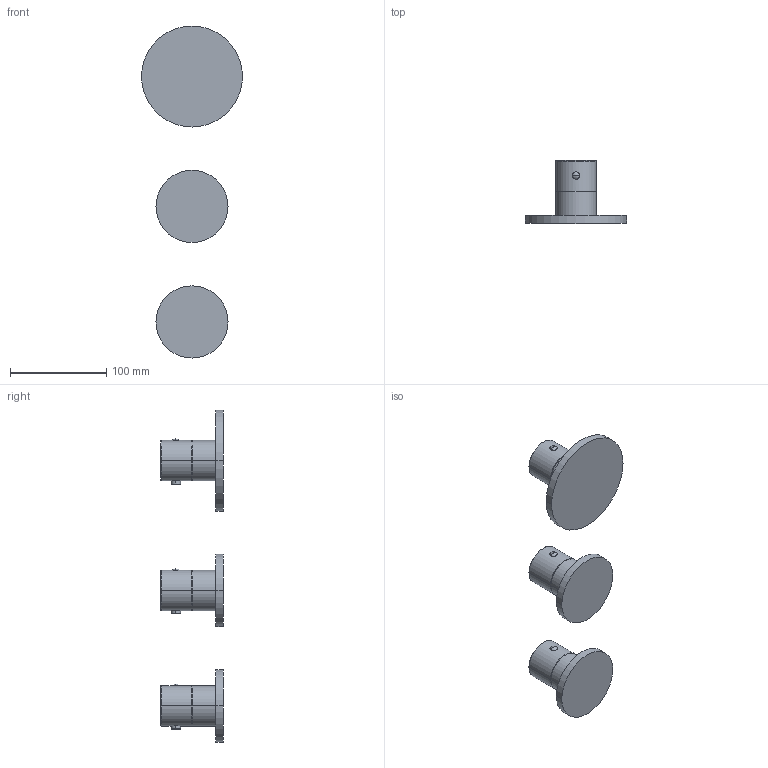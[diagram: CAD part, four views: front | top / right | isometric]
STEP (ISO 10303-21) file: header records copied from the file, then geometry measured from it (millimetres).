
FILE_DESCRIPTION((''),'2;1');
FILE_NAME('MDE018CR','2021-07-21T11:20:12',('ut2'),('PAFFONI SpA'),'CREO PARAMETRIC BY PTC INC, 2020044','CREO PARAMETRIC BY PTC INC, 2020044','');
FILE_SCHEMA(('CONFIG_CONTROL_DESIGN','SHAPE_APPEARANCE_LAYERS_GROUPS'));
Length unit declared in the file: millimetre
Products named in the file (1): MDE018CR
Bounding box: 105 x 65.37 x 345 mm (x, y, z)
Volume: 377286.2 mm3; surface area: 64562 mm2
Topology: 3 solids, 3 shells, 78 faces, 168 edges, 96 vertices
Faces by surface type: cylinder 30, plane 18, torus 12, cone 12, sphere 6
Entity records: 3228 total; most frequent: CARTESIAN_POINT 916, DIRECTION 390, ORIENTED_EDGE 312, AXIS2_PLACEMENT_3D 174, EDGE_CURVE 156, VERTEX_POINT 96, CIRCLE 96, EDGE_LOOP 90
